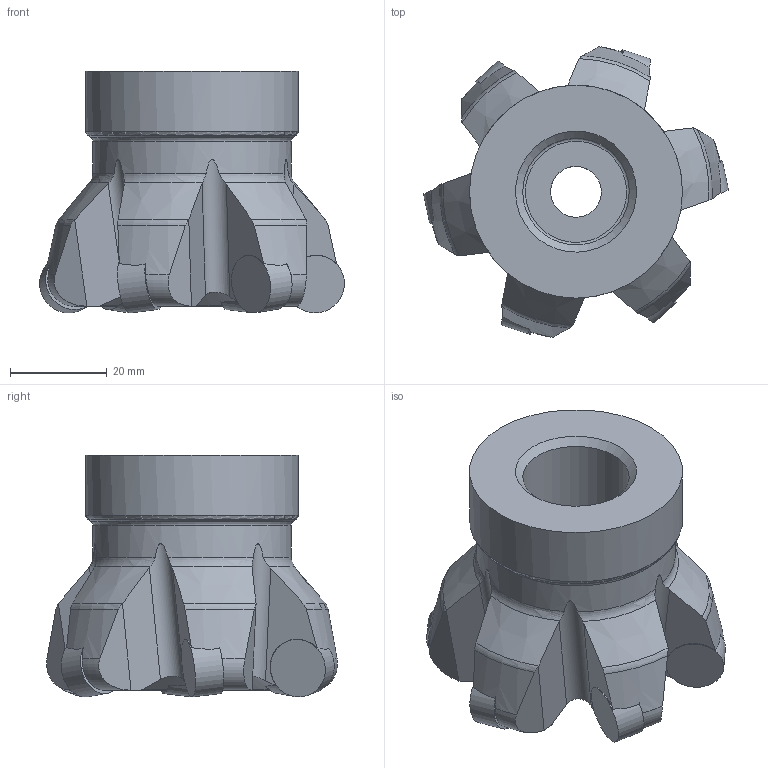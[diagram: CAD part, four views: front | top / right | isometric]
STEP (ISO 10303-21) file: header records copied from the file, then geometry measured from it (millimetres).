
FILE_DESCRIPTION(/* description */ (''),/* implementation_level */ '2;1');
FILE_NAME(/* name */ '1668159166892.stp',/* time_stamp */ '2022-11-11T15:03:02+06:00',/* author */ (''),/* organization */ ('SMS'),/* preprocessor_version */ 'ST-DEVELOPER v16.7',/* originating_system */ 'SIEMENS PLM Software NX 12.0',/* authorisation */ '');
FILE_SCHEMA (('AUTOMOTIVE_DESIGN { 1 0 10303 214 3 1 1 1 }'));
Length unit declared in the file: millimetre
Products named in the file (4): ASSEMBLY_CONSTRUCTION; 204371717mod000_00; 204373145mod000_00; 204373146mod000_00
Assembly tree (8 placements, depth 2):
  204373146mod000_00
    204373145mod000_00
    204371717mod000_00  x6
    ASSEMBLY_CONSTRUCTION
Bounding box: 62.99 x 60.1 x 50 mm (x, y, z)
Volume: 64597.8 mm3; surface area: 17742.9 mm2
Topology: 7 solids, 7 shells, 116 faces, 300 edges, 223 vertices
Faces by surface type: plane 46, torus 30, cylinder 24, cone 16
Full cylindrical faces by diameter (mm): 10.5 x1, 12 x6, 17.1 x1, 22.011 x1, 22.5 x1, 41 x1, 44 x1
Entity records: 3841 total; most frequent: CARTESIAN_POINT 1289, ORIENTED_EDGE 510, DIRECTION 442, EDGE_CURVE 255, AXIS2_PLACEMENT_3D 203, VERTEX_POINT 177, B_SPLINE_CURVE_WITH_KNOTS 138, EDGE_LOOP 122
